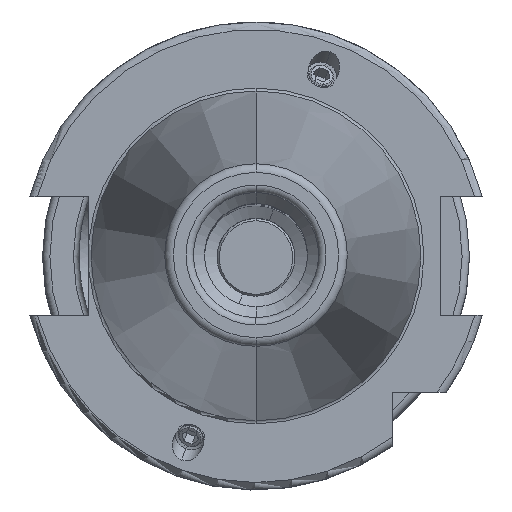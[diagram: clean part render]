
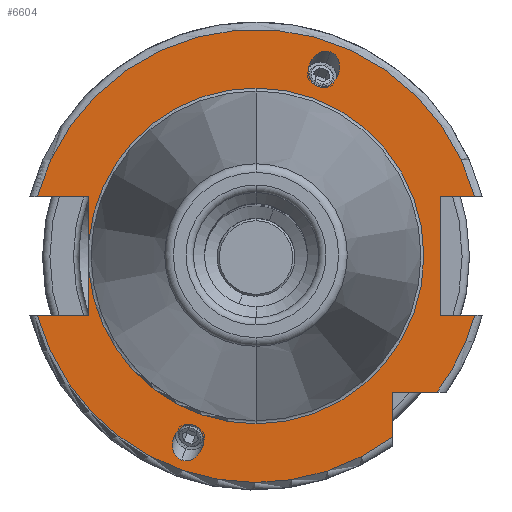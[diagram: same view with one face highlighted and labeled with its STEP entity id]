
A CAD part, top view. The second image highlights one B-rep face of the part: STEP entity #6604.
In plain terms, the highlighted planar face has unit normal (0, 0, 1).
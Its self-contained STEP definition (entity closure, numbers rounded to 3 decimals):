
#1828=DIRECTION('',(1,0,0));
#1829=VECTOR('',#1828,7.004);
#1830=CARTESIAN_POINT('',(-29.704,-8.05,15.9));
#1831=LINE('',#1830,#1829);
#1832=DIRECTION('',(0,1,0));
#1833=VECTOR('',#1832,5.917);
#1834=CARTESIAN_POINT('',(-22.7,-8.05,15.9));
#1835=LINE('',#1834,#1833);
#1836=DIRECTION('',(0,1,0));
#1837=VECTOR('',#1836,5.917);
#1838=CARTESIAN_POINT('',(-22.7,2.133,15.9));
#1839=LINE('',#1838,#1837);
#1840=DIRECTION('',(1,0,0));
#1841=VECTOR('',#1840,7.004);
#1842=CARTESIAN_POINT('',(-29.704,8.05,15.9));
#1843=LINE('',#1842,#1841);
#1844=DIRECTION('',(-1,0,0));
#1845=VECTOR('',#1844,4.704);
#1846=CARTESIAN_POINT('',(29.704,8.05,15.9));
#1847=LINE('',#1846,#1845);
#1848=DIRECTION('',(0,-1,0));
#1849=VECTOR('',#1848,16.1);
#1850=CARTESIAN_POINT('',(25,8.05,15.9));
#1851=LINE('',#1850,#1849);
#1852=DIRECTION('',(-1,0,0));
#1853=VECTOR('',#1852,4.704);
#1854=CARTESIAN_POINT('',(29.704,-8.05,15.9));
#1855=LINE('',#1854,#1853);
#1856=CARTESIAN_POINT('',(0,0,15.9));
#1857=DIRECTION('',(0,0,1));
#1858=DIRECTION('',(0.799,-0.601,0));
#1859=AXIS2_PLACEMENT_3D('',#1856,#1857,#1858);
#1861=DIRECTION('',(-1,0,0));
#1862=VECTOR('',#1861,6.094);
#1863=CARTESIAN_POINT('',(24.594,-18.5,15.9));
#1864=LINE('',#1863,#1862);
#1865=DIRECTION('',(0,1,0));
#1866=VECTOR('',#1865,6.094);
#1867=CARTESIAN_POINT('',(18.5,-24.594,15.9));
#1868=LINE('',#1867,#1866);
#1869=CARTESIAN_POINT('',(10.09,27.723,15.9));
#1870=CARTESIAN_POINT('',(9.863,27.806,15.9));
#1871=CARTESIAN_POINT('',(9.337,27.884,15.9));
#1872=CARTESIAN_POINT('',(8.455,27.594,15.9));
#1873=CARTESIAN_POINT('',(7.834,27.033,15.9));
#1874=CARTESIAN_POINT('',(7.483,26.49,15.9));
#1875=CARTESIAN_POINT('',(7.298,26.077,15.9));
#1876=CARTESIAN_POINT('',(7.174,25.641,15.9));
#1877=CARTESIAN_POINT('',(7.094,25.,15.9));
#1878=CARTESIAN_POINT('',(7.208,24.17,15.9));
#1879=CARTESIAN_POINT('',(7.698,23.381,15.9));
#1880=CARTESIAN_POINT('',(8.152,23.103,15.9));
#1881=CARTESIAN_POINT('',(8.379,23.02,15.9));
#1883=CARTESIAN_POINT('',(8.379,23.02,15.9));
#1884=CARTESIAN_POINT('',(8.606,22.937,15.9));
#1885=CARTESIAN_POINT('',(9.133,22.859,15.9));
#1886=CARTESIAN_POINT('',(10.014,23.149,15.9));
#1887=CARTESIAN_POINT('',(10.635,23.711,15.9));
#1888=CARTESIAN_POINT('',(10.986,24.253,15.9));
#1889=CARTESIAN_POINT('',(11.171,24.667,15.9));
#1890=CARTESIAN_POINT('',(11.295,25.103,15.9));
#1891=CARTESIAN_POINT('',(11.375,25.744,15.9));
#1892=CARTESIAN_POINT('',(11.261,26.573,15.9));
#1893=CARTESIAN_POINT('',(10.771,27.362,15.9));
#1894=CARTESIAN_POINT('',(10.318,27.641,15.9));
#1895=CARTESIAN_POINT('',(10.09,27.723,15.9));
#1897=CARTESIAN_POINT('',(-10.09,-27.723,15.9));
#1898=CARTESIAN_POINT('',(-10.318,-27.641,15.9));
#1899=CARTESIAN_POINT('',(-10.771,-27.362,15.9));
#1900=CARTESIAN_POINT('',(-11.261,-26.573,15.9));
#1901=CARTESIAN_POINT('',(-11.375,-25.744,15.9));
#1902=CARTESIAN_POINT('',(-11.295,-25.103,15.9));
#1903=CARTESIAN_POINT('',(-11.171,-24.667,15.9));
#1904=CARTESIAN_POINT('',(-10.986,-24.253,15.9));
#1905=CARTESIAN_POINT('',(-10.635,-23.711,15.9));
#1906=CARTESIAN_POINT('',(-10.014,-23.149,15.9));
#1907=CARTESIAN_POINT('',(-9.133,-22.859,15.9));
#1908=CARTESIAN_POINT('',(-8.606,-22.937,15.9));
#1909=CARTESIAN_POINT('',(-8.379,-23.02,15.9));
#1911=CARTESIAN_POINT('',(-8.379,-23.02,15.9));
#1912=CARTESIAN_POINT('',(-8.152,-23.103,15.9));
#1913=CARTESIAN_POINT('',(-7.698,-23.381,15.9));
#1914=CARTESIAN_POINT('',(-7.208,-24.17,15.9));
#1915=CARTESIAN_POINT('',(-7.094,-25.,15.9));
#1916=CARTESIAN_POINT('',(-7.174,-25.641,15.9));
#1917=CARTESIAN_POINT('',(-7.298,-26.077,15.9));
#1918=CARTESIAN_POINT('',(-7.483,-26.49,15.9));
#1919=CARTESIAN_POINT('',(-7.834,-27.033,15.9));
#1920=CARTESIAN_POINT('',(-8.455,-27.594,15.9));
#1921=CARTESIAN_POINT('',(-9.337,-27.884,15.9));
#1922=CARTESIAN_POINT('',(-9.863,-27.806,15.9));
#1923=CARTESIAN_POINT('',(-10.09,-27.723,15.9));
#1935=CARTESIAN_POINT('',(0,0,15.9));
#1936=DIRECTION('',(0,0,1));
#1937=DIRECTION('',(0,1,0));
#1938=AXIS2_PLACEMENT_3D('',#1935,#1936,#1937);
#1950=CARTESIAN_POINT('',(0,0,15.9));
#1951=DIRECTION('',(0,0,1));
#1952=DIRECTION('',(-0.996,-0.094,0));
#1953=AXIS2_PLACEMENT_3D('',#1950,#1951,#1952);
#1955=CARTESIAN_POINT('',(0,0,15.9));
#1956=DIRECTION('',(0,0,-1));
#1957=DIRECTION('',(0,1,0));
#1958=AXIS2_PLACEMENT_3D('',#1955,#1956,#1957);
#2529=CARTESIAN_POINT('',(0,0,15.9));
#2530=DIRECTION('',(0,0,1));
#2531=DIRECTION('',(0.965,0.262,0));
#2532=AXIS2_PLACEMENT_3D('',#2529,#2530,#2531);
#2580=CARTESIAN_POINT('',(0,0,15.9));
#2581=DIRECTION('',(0,0,1));
#2582=DIRECTION('',(-0.965,-0.262,0));
#2583=AXIS2_PLACEMENT_3D('',#2580,#2581,#2582);
#3825=CARTESIAN_POINT('',(0,22.8,15.9));
#3827=VERTEX_POINT('',#3825);
#3847=CARTESIAN_POINT('',(0,-22.8,15.9));
#3849=VERTEX_POINT('',#3847);
#3987=CARTESIAN_POINT('',(-29.704,-8.05,15.9));
#3988=CARTESIAN_POINT('',(-22.7,-8.05,15.9));
#3989=VERTEX_POINT('',#3987);
#3990=VERTEX_POINT('',#3988);
#3991=CARTESIAN_POINT('',(-22.7,-2.133,15.9));
#3992=VERTEX_POINT('',#3991);
#3993=CARTESIAN_POINT('',(-22.7,2.133,15.9));
#3994=CARTESIAN_POINT('',(-22.7,8.05,15.9));
#3995=VERTEX_POINT('',#3993);
#3996=VERTEX_POINT('',#3994);
#3997=CARTESIAN_POINT('',(-29.704,8.05,15.9));
#3998=VERTEX_POINT('',#3997);
#3999=CARTESIAN_POINT('',(25,8.05,15.9));
#4000=CARTESIAN_POINT('',(25,-8.05,15.9));
#4001=VERTEX_POINT('',#3999);
#4002=VERTEX_POINT('',#4000);
#4003=CARTESIAN_POINT('',(29.704,-8.05,15.9));
#4004=VERTEX_POINT('',#4003);
#4005=CARTESIAN_POINT('',(29.704,8.05,15.9));
#4006=VERTEX_POINT('',#4005);
#4007=CARTESIAN_POINT('',(18.5,-24.594,15.9));
#4008=CARTESIAN_POINT('',(18.5,-18.5,15.9));
#4009=VERTEX_POINT('',#4007);
#4010=VERTEX_POINT('',#4008);
#4011=CARTESIAN_POINT('',(24.594,-18.5,15.9));
#4012=VERTEX_POINT('',#4011);
#4059=VERTEX_POINT('',#1869);
#4060=VERTEX_POINT('',#1881);
#4104=CARTESIAN_POINT('',(-10.09,-27.723,15.9));
#4106=VERTEX_POINT('',#4104);
#4107=CARTESIAN_POINT('',(-8.379,-23.02,15.9));
#4108=VERTEX_POINT('',#4107);
#6559=CARTESIAN_POINT('',(0,0,15.9));
#6560=DIRECTION('',(0,0,-1));
#6561=DIRECTION('',(0,-1,0));
#6562=AXIS2_PLACEMENT_3D('',#6559,#6560,#6561);
#6563=PLANE('',#6562);
#6564=ORIENTED_EDGE('',*,*,#6532,.T.);
#6565=ORIENTED_EDGE('',*,*,#6443,.T.);
#6567=ORIENTED_EDGE('',*,*,#6566,.T.);
#6569=ORIENTED_EDGE('',*,*,#6568,.F.);
#6571=ORIENTED_EDGE('',*,*,#6570,.T.);
#6572=ORIENTED_EDGE('',*,*,#6439,.T.);
#6573=ORIENTED_EDGE('',*,*,#6491,.F.);
#6575=ORIENTED_EDGE('',*,*,#6574,.F.);
#6577=ORIENTED_EDGE('',*,*,#6576,.T.);
#6579=ORIENTED_EDGE('',*,*,#6578,.T.);
#6581=ORIENTED_EDGE('',*,*,#6580,.F.);
#6583=ORIENTED_EDGE('',*,*,#6582,.F.);
#6585=ORIENTED_EDGE('',*,*,#6584,.T.);
#6587=ORIENTED_EDGE('',*,*,#6586,.F.);
#6589=ORIENTED_EDGE('',*,*,#6588,.F.);
#6590=EDGE_LOOP('',(#6564,#6565,#6567,#6569,#6571,#6572,#6573,#6575,#6577,#6579,
#6581,#6583,#6585,#6587,#6589));
#6591=FACE_OUTER_BOUND('',#6590,.F.);
#6593=ORIENTED_EDGE('',*,*,#6592,.T.);
#6595=ORIENTED_EDGE('',*,*,#6594,.T.);
#6596=EDGE_LOOP('',(#6593,#6595));
#6597=FACE_BOUND('',#6596,.F.);
#6599=ORIENTED_EDGE('',*,*,#6598,.F.);
#6601=ORIENTED_EDGE('',*,*,#6600,.F.);
#6602=EDGE_LOOP('',(#6599,#6601));
#6603=FACE_BOUND('',#6602,.F.);
#6604=ADVANCED_FACE('',(#6591,#6597,#6603),#6563,.F.);
#1860=CIRCLE('',#1859,30.775);
#1882=B_SPLINE_CURVE_WITH_KNOTS('',3,(#1869,#1870,#1871,#1872,#1873,#1874,#1875,
#1876,#1877,#1878,#1879,#1880,#1881),.UNSPECIFIED.,.F.,.F.,(4,1,1,1,1,1,1,1,1,1,
4),(0,0.125,0.25,0.375,0.438,0.5,0.563,0.625,0.75,0.875,
1.0),.UNSPECIFIED.);
#1896=B_SPLINE_CURVE_WITH_KNOTS('',3,(#1883,#1884,#1885,#1886,#1887,#1888,#1889,
#1890,#1891,#1892,#1893,#1894,#1895),.UNSPECIFIED.,.F.,.F.,(4,1,1,1,1,1,1,1,1,1,
4),(0,0.125,0.25,0.375,0.438,0.5,0.563,0.625,0.75,0.875,
1.0),.UNSPECIFIED.);
#1910=B_SPLINE_CURVE_WITH_KNOTS('',3,(#1897,#1898,#1899,#1900,#1901,#1902,#1903,
#1904,#1905,#1906,#1907,#1908,#1909),.UNSPECIFIED.,.F.,.F.,(4,1,1,1,1,1,1,1,1,1,
4),(0,0.125,0.25,0.375,0.438,0.5,0.563,0.625,0.75,0.875,
1.0),.UNSPECIFIED.);
#1924=B_SPLINE_CURVE_WITH_KNOTS('',3,(#1911,#1912,#1913,#1914,#1915,#1916,#1917,
#1918,#1919,#1920,#1921,#1922,#1923),.UNSPECIFIED.,.F.,.F.,(4,1,1,1,1,1,1,1,1,1,
4),(0,0.125,0.25,0.375,0.438,0.5,0.563,0.625,0.75,0.875,
1.0),.UNSPECIFIED.);
#1939=CIRCLE('',#1938,22.8);
#1954=CIRCLE('',#1953,22.8);
#1959=CIRCLE('',#1958,22.8);
#2533=CIRCLE('',#2532,30.775);
#2584=CIRCLE('',#2583,30.775);
#6439=EDGE_CURVE('',#3995,#3996,#1839,.T.);
#6443=EDGE_CURVE('',#3990,#3992,#1835,.T.);
#6491=EDGE_CURVE('',#3998,#3996,#1843,.T.);
#6532=EDGE_CURVE('',#3989,#3990,#1831,.T.);
#6566=EDGE_CURVE('',#3992,#3849,#1954,.T.);
#6568=EDGE_CURVE('',#3827,#3849,#1959,.T.);
#6570=EDGE_CURVE('',#3827,#3995,#1939,.T.);
#6574=EDGE_CURVE('',#4006,#3998,#2533,.T.);
#6576=EDGE_CURVE('',#4006,#4001,#1847,.T.);
#6578=EDGE_CURVE('',#4001,#4002,#1851,.T.);
#6580=EDGE_CURVE('',#4004,#4002,#1855,.T.);
#6582=EDGE_CURVE('',#4012,#4004,#1860,.T.);
#6584=EDGE_CURVE('',#4012,#4010,#1864,.T.);
#6586=EDGE_CURVE('',#4009,#4010,#1868,.T.);
#6588=EDGE_CURVE('',#3989,#4009,#2584,.T.);
#6592=EDGE_CURVE('',#4059,#4060,#1882,.T.);
#6594=EDGE_CURVE('',#4060,#4059,#1896,.T.);
#6598=EDGE_CURVE('',#4106,#4108,#1910,.T.);
#6600=EDGE_CURVE('',#4108,#4106,#1924,.T.);
